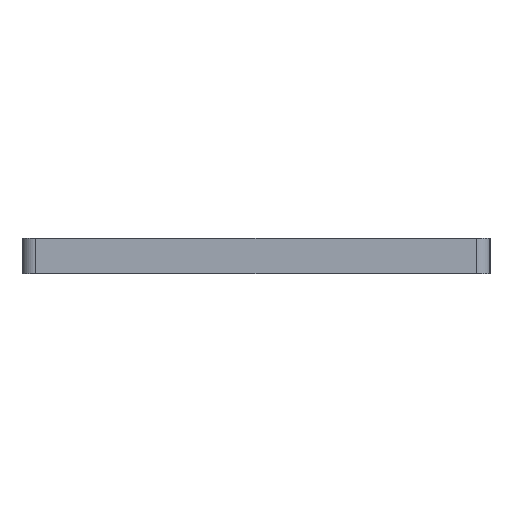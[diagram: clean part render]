
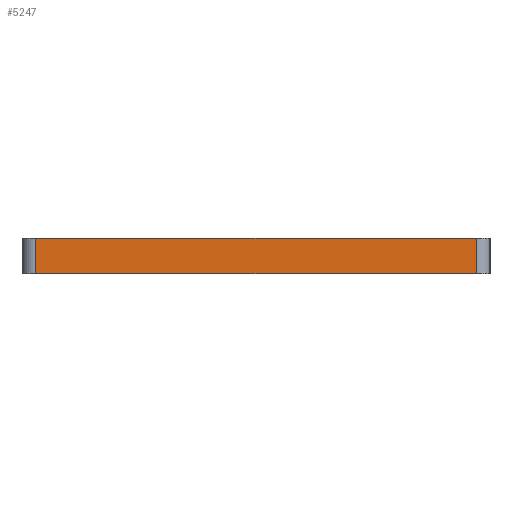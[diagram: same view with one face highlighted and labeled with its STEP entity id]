
A CAD part, left-side view. The second image highlights one B-rep face of the part: STEP entity #5247.
In plain terms, the highlighted planar face has unit normal (-1, 0, 0).
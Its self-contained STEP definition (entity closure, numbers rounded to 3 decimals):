
#85=PLANE('',#5606);
#259=FACE_OUTER_BOUND('',#568,.T.);
#568=EDGE_LOOP('',(#3670,#3671,#3672,#3673));
#883=LINE('',#7790,#1448);
#939=LINE('',#7956,#1504);
#941=LINE('',#7960,#1506);
#942=LINE('',#7961,#1507);
#1448=VECTOR('',#6159,10.);
#1504=VECTOR('',#6271,10.);
#1506=VECTOR('',#6275,10.);
#1507=VECTOR('',#6276,10.);
#2254=VERTEX_POINT('',#7787);
#2255=VERTEX_POINT('',#7789);
#2337=VERTEX_POINT('',#7954);
#2338=VERTEX_POINT('',#7959);
#2764=EDGE_CURVE('',#2254,#2255,#883,.T.);
#2847=EDGE_CURVE('',#2337,#2254,#939,.T.);
#2849=EDGE_CURVE('',#2338,#2337,#941,.T.);
#2850=EDGE_CURVE('',#2255,#2338,#942,.T.);
#3670=ORIENTED_EDGE('',*,*,#2847,.F.);
#3671=ORIENTED_EDGE('',*,*,#2849,.F.);
#3672=ORIENTED_EDGE('',*,*,#2850,.F.);
#3673=ORIENTED_EDGE('',*,*,#2764,.F.);
#5247=ADVANCED_FACE('',(#259),#85,.T.);
#5606=AXIS2_PLACEMENT_3D('',#7958,#6273,#6274);
#6159=DIRECTION('',(0.,1.,0.));
#6271=DIRECTION('',(0.,0.,-1.));
#6273=DIRECTION('center_axis',(-1.,0.,0.));
#6274=DIRECTION('ref_axis',(0.,1.,0.));
#6275=DIRECTION('',(0.,-1.,0.));
#6276=DIRECTION('',(0.,0.,1.));
#7787=CARTESIAN_POINT('',(25.369,-155.22,3.2));
#7789=CARTESIAN_POINT('',(25.369,-27.837,3.2));
#7790=CARTESIAN_POINT('',(25.369,-126.384,3.2));
#7954=CARTESIAN_POINT('',(25.369,-155.22,13.6));
#7956=CARTESIAN_POINT('',(25.369,-155.22,6.6));
#7958=CARTESIAN_POINT('Origin',(25.369,-162.4,6.6));
#7959=CARTESIAN_POINT('',(25.369,-27.837,13.6));
#7960=CARTESIAN_POINT('',(25.369,-126.384,13.6));
#7961=CARTESIAN_POINT('',(25.369,-27.837,5.465));
